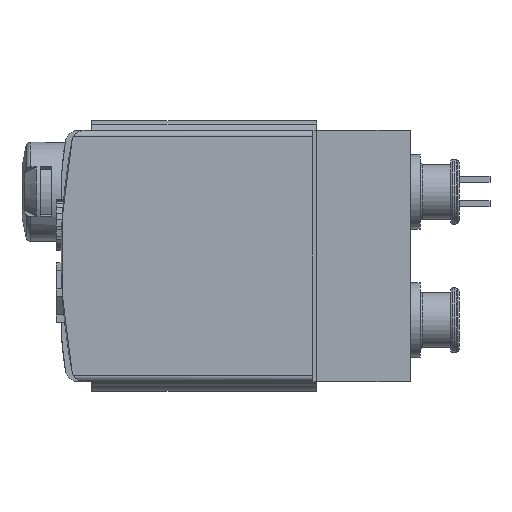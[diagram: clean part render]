
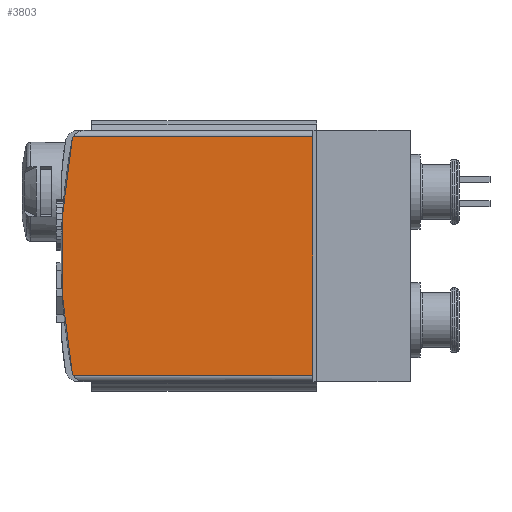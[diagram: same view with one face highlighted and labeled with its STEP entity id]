
A CAD part, left-side view. The second image highlights one B-rep face of the part: STEP entity #3803.
In plain terms, the highlighted planar face has unit normal (-1, 0, 0).
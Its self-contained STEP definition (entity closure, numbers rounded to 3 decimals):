
#35=PLANE('',#4155);
#267=LINE('',#6029,#625);
#269=LINE('',#6032,#627);
#270=LINE('',#6034,#628);
#625=VECTOR('',#4755,1000.);
#627=VECTOR('',#4759,1000.);
#628=VECTOR('',#4760,1000.);
#1181=ORIENTED_EDGE('',*,*,#2303,.F.);
#1182=ORIENTED_EDGE('',*,*,#2304,.F.);
#1183=ORIENTED_EDGE('',*,*,#2305,.F.);
#1184=ORIENTED_EDGE('',*,*,#2212,.F.);
#1185=ORIENTED_EDGE('',*,*,#2299,.F.);
#1186=ORIENTED_EDGE('',*,*,#2301,.T.);
#2212=EDGE_CURVE('',#2777,#2778,#3093,.T.);
#2299=EDGE_CURVE('',#2858,#2777,#3128,.T.);
#2301=EDGE_CURVE('',#2858,#2859,#267,.T.);
#2303=EDGE_CURVE('',#2861,#2859,#269,.T.);
#2304=EDGE_CURVE('',#2862,#2861,#270,.T.);
#2305=EDGE_CURVE('',#2778,#2862,#3130,.T.);
#2777=VERTEX_POINT('',#5831);
#2778=VERTEX_POINT('',#5833);
#2858=VERTEX_POINT('',#6023);
#2859=VERTEX_POINT('',#6027);
#2861=VERTEX_POINT('',#6033);
#2862=VERTEX_POINT('',#6035);
#3093=CIRCLE('',#4103,50.);
#3128=CIRCLE('',#4152,1.);
#3130=CIRCLE('',#4156,1.);
#3230=EDGE_LOOP('',(#1181,#1182,#1183,#1184,#1185,#1186));
#3501=FACE_BOUND('',#3230,.T.);
#3803=ADVANCED_FACE('',(#3501),#35,.F.);
#4103=AXIS2_PLACEMENT_3D('',#5832,#4605,#4606);
#4152=AXIS2_PLACEMENT_3D('',#6024,#4749,#4750);
#4155=AXIS2_PLACEMENT_3D('',#6031,#4757,#4758);
#4156=AXIS2_PLACEMENT_3D('',#6036,#4761,#4762);
#4605=DIRECTION('',(1.,0.,0.));
#4606=DIRECTION('',(0.,0.,-1.));
#4749=DIRECTION('',(1.,0.,0.));
#4750=DIRECTION('',(0.,0.,-1.));
#4755=DIRECTION('',(0.,-1.,0.));
#4757=DIRECTION('',(1.,0.,0.));
#4758=DIRECTION('',(0.,0.,-1.));
#4759=DIRECTION('',(0.,0.,-1.));
#4760=DIRECTION('',(0.,-1.,0.));
#4761=DIRECTION('',(1.,0.,0.));
#4762=DIRECTION('',(0.,0.,-1.));
#5831=CARTESIAN_POINT('',(0.,19.951,-9.439));
#5832=CARTESIAN_POINT('',(0.,-29.15,0.));
#5833=CARTESIAN_POINT('',(0.,19.951,9.439));
#6023=CARTESIAN_POINT('',(0.,19.835,-9.75));
#6024=CARTESIAN_POINT('',(0.,18.969,-9.25));
#6027=CARTESIAN_POINT('',(0.,0.3,-9.75));
#6029=CARTESIAN_POINT('',(0.,23.,-9.75));
#6031=CARTESIAN_POINT('',(0.,23.,-9.75));
#6032=CARTESIAN_POINT('',(0.,0.3,-9.75));
#6033=CARTESIAN_POINT('',(0.,0.3,9.75));
#6034=CARTESIAN_POINT('',(0.,23.,9.75));
#6035=CARTESIAN_POINT('',(0.,19.835,9.75));
#6036=CARTESIAN_POINT('',(0.,18.969,9.25));
